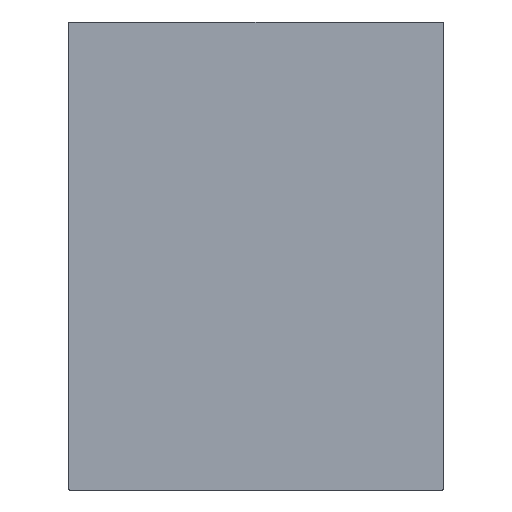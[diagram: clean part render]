
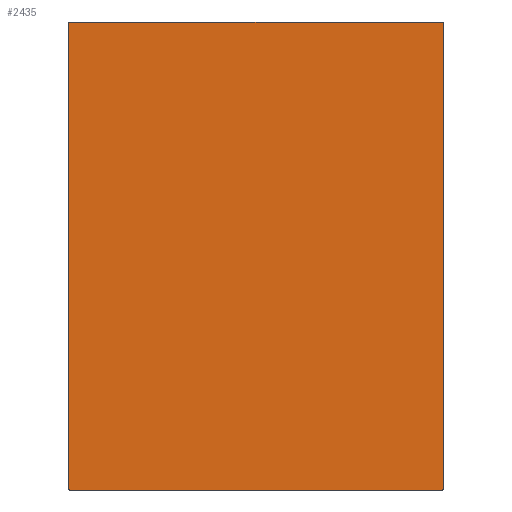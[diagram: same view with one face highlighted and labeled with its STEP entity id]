
A CAD part, front view. The second image highlights one B-rep face of the part: STEP entity #2435.
In plain terms, the highlighted planar face has unit normal (0, -1, 0).
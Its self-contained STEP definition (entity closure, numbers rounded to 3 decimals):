
#24=CARTESIAN_POINT('',(-76.5,46.,95.5));
#25=DIRECTION('',(0.,-1.,0.));
#26=DIRECTION('',(0.,0.,1.));
#27=AXIS2_PLACEMENT_3D('',#24,#25,#26);
#29=DIRECTION('',(1.,0.,0.));
#30=VECTOR('',#29,153.);
#31=CARTESIAN_POINT('',(-76.5,46.,96.));
#32=LINE('',#31,#30);
#33=CARTESIAN_POINT('',(76.5,46.,95.5));
#34=DIRECTION('',(0.,-1.,0.));
#35=DIRECTION('',(1.,0.,0.));
#36=AXIS2_PLACEMENT_3D('',#33,#34,#35);
#38=DIRECTION('',(0.,0.,-1.));
#39=VECTOR('',#38,191.);
#40=CARTESIAN_POINT('',(77.,46.,95.5));
#41=LINE('',#40,#39);
#42=CARTESIAN_POINT('',(76.5,46.,-95.5));
#43=DIRECTION('',(0.,-1.,0.));
#44=DIRECTION('',(0.,0.,-1.));
#45=AXIS2_PLACEMENT_3D('',#42,#43,#44);
#47=DIRECTION('',(-1.,0.,0.));
#48=VECTOR('',#47,153.);
#49=CARTESIAN_POINT('',(76.5,46.,-96.));
#50=LINE('',#49,#48);
#51=CARTESIAN_POINT('',(-76.5,46.,-95.5));
#52=DIRECTION('',(0.,-1.,0.));
#53=DIRECTION('',(-1.,0.,0.));
#54=AXIS2_PLACEMENT_3D('',#51,#52,#53);
#56=DIRECTION('',(0.,0.,1.));
#57=VECTOR('',#56,191.);
#58=CARTESIAN_POINT('',(-77.,46.,-95.5));
#59=LINE('',#58,#57);
#2087=CARTESIAN_POINT('',(-76.5,46.,96.));
#2088=CARTESIAN_POINT('',(-77.,46.,95.5));
#2089=VERTEX_POINT('',#2087);
#2090=VERTEX_POINT('',#2088);
#2091=CARTESIAN_POINT('',(-77.,46.,-95.5));
#2092=CARTESIAN_POINT('',(-76.5,46.,-96.));
#2093=VERTEX_POINT('',#2091);
#2094=VERTEX_POINT('',#2092);
#2095=CARTESIAN_POINT('',(77.,46.,95.5));
#2096=CARTESIAN_POINT('',(76.5,46.,96.));
#2097=VERTEX_POINT('',#2095);
#2098=VERTEX_POINT('',#2096);
#2099=CARTESIAN_POINT('',(76.5,46.,-96.));
#2100=CARTESIAN_POINT('',(77.,46.,-95.5));
#2101=VERTEX_POINT('',#2099);
#2102=VERTEX_POINT('',#2100);
#2412=CARTESIAN_POINT('',(0.,46.,0.));
#2413=DIRECTION('',(0.,-1.,0.));
#2414=DIRECTION('',(-1.,0.,0.));
#2415=AXIS2_PLACEMENT_3D('',#2412,#2413,#2414);
#2416=PLANE('',#2415);
#2418=ORIENTED_EDGE('',*,*,#2417,.F.);
#2420=ORIENTED_EDGE('',*,*,#2419,.T.);
#2422=ORIENTED_EDGE('',*,*,#2421,.F.);
#2424=ORIENTED_EDGE('',*,*,#2423,.T.);
#2426=ORIENTED_EDGE('',*,*,#2425,.F.);
#2428=ORIENTED_EDGE('',*,*,#2427,.T.);
#2430=ORIENTED_EDGE('',*,*,#2429,.F.);
#2432=ORIENTED_EDGE('',*,*,#2431,.T.);
#2433=EDGE_LOOP('',(#2418,#2420,#2422,#2424,#2426,#2428,#2430,#2432));
#2434=FACE_OUTER_BOUND('',#2433,.F.);
#2435=ADVANCED_FACE('',(#2434),#2416,.T.);
#28=CIRCLE('',#27,0.5);
#37=CIRCLE('',#36,0.5);
#46=CIRCLE('',#45,0.5);
#55=CIRCLE('',#54,0.5);
#2417=EDGE_CURVE('',#2089,#2090,#28,.T.);
#2419=EDGE_CURVE('',#2089,#2098,#32,.T.);
#2421=EDGE_CURVE('',#2097,#2098,#37,.T.);
#2423=EDGE_CURVE('',#2097,#2102,#41,.T.);
#2425=EDGE_CURVE('',#2101,#2102,#46,.T.);
#2427=EDGE_CURVE('',#2101,#2094,#50,.T.);
#2429=EDGE_CURVE('',#2093,#2094,#55,.T.);
#2431=EDGE_CURVE('',#2093,#2090,#59,.T.);
